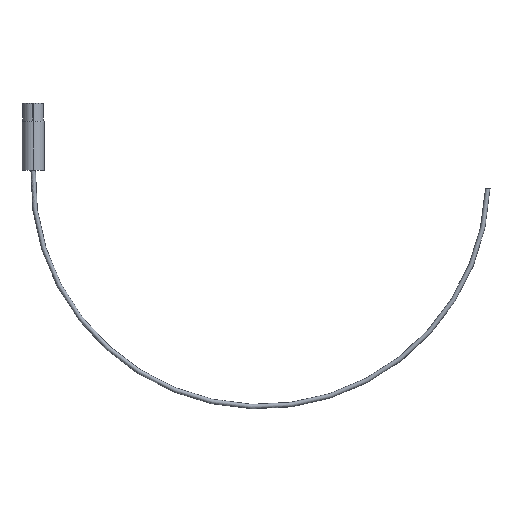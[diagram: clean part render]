
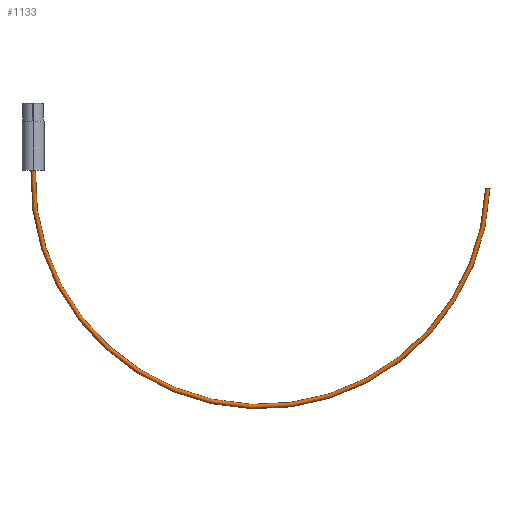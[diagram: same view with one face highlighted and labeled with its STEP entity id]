
A CAD part, top view. The second image highlights one B-rep face of the part: STEP entity #1133.
In plain terms, the highlighted toroidal (fillet/blend) face has major radius 129.155 mm and minor radius 1.27 mm.
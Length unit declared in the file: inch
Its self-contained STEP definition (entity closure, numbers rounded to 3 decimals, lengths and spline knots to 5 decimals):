
#3 = CARTESIAN_POINT ( 'NONE',  ( 10.11192, -0.39535, 0. ) ) ;
#43 = CARTESIAN_POINT ( 'NONE',  ( -0.02478, 0.00001, 0.04356 ) ) ;
#59 = ORIENTED_EDGE ( 'NONE', *, *, #452, .T. ) ;
#65 = EDGE_CURVE ( 'NONE', #839, #1234, #361, .T. ) ;
#66 = DIRECTION ( 'NONE',  ( 0., 0., 1. ) ) ;
#116 = ORIENTED_EDGE ( 'NONE', *, *, #532, .T. ) ;
#132 = VERTEX_POINT ( 'NONE', #732 ) ;
#135 = DIRECTION ( 'NONE',  ( 0., 0., 1. ) ) ;
#138 = CARTESIAN_POINT ( 'NONE',  ( -0.02736, 0.00001, 0.04195 ) ) ;
#161 = CIRCLE ( 'NONE', #1147, 5.13482 ) ;
#226 = CARTESIAN_POINT ( 'NONE',  ( -0.03496, 0., 0.03577 ) ) ;
#233 = CARTESIAN_POINT ( 'NONE',  ( -0.03073, 0., 0.03949 ) ) ;
#289 = VERTEX_POINT ( 'NONE', #3 ) ;
#300 = CARTESIAN_POINT ( 'NONE',  ( 10.16188, -0.3973, 0. ) ) ;
#304 = CARTESIAN_POINT ( 'NONE',  ( 5.08094, -0.19865, 0. ) ) ;
#310 = CARTESIAN_POINT ( 'NONE',  ( 5.08094, -0.19865, 0. ) ) ;
#328 = CARTESIAN_POINT ( 'NONE',  ( -0.00852, 0., 0.05 ) ) ;
#343 = EDGE_CURVE ( 'NONE', #289, #556, #1204, .T. ) ;
#352 = DIRECTION ( 'NONE',  ( 1., 0., 0. ) ) ;
#361 = B_SPLINE_CURVE_WITH_KNOTS ( 'NONE', 3,
 ( #800, #328, #501, #43, #138, #233, #889, #428, #989, #706, #226, #1182, #700, #1092, #510, #980, #599, #424 ),
 .UNSPECIFIED., .F., .F.,
 ( 4, 2, 2, 2, 1, 1, 2, 2, 2, 4 ),
 ( 0., 0.12508, 0.18761, 0.21888, 0.23452, 0.24233, 0.24624, 0.25015, 0.37523, 0.5003 ),
 .UNSPECIFIED. ) ;
#419 = DIRECTION ( 'NONE',  ( 1., 0., 0. ) ) ;
#424 = CARTESIAN_POINT ( 'NONE',  ( -0.05004, 0., 0. ) ) ;
#428 = CARTESIAN_POINT ( 'NONE',  ( -0.0332, 0., 0.03741 ) ) ;
#452 = EDGE_CURVE ( 'NONE', #1234, #556, #161, .T. ) ;
#461 = AXIS2_PLACEMENT_3D ( 'NONE', #310, #135, #419 ) ;
#490 = DIRECTION ( 'NONE',  ( -0.999, 0.039, 0. ) ) ;
#497 = DIRECTION ( 'NONE',  ( 1., 0., 0. ) ) ;
#501 = CARTESIAN_POINT ( 'NONE',  ( -0.01594, 0.00001, 0.04784 ) ) ;
#503 = DIRECTION ( 'NONE',  ( 0.999, -0.039, 0. ) ) ;
#510 = CARTESIAN_POINT ( 'NONE',  ( -0.04398, 0., 0.02474 ) ) ;
#518 = DIRECTION ( 'NONE',  ( -0.039, -0.999, 0. ) ) ;
#532 = EDGE_CURVE ( 'NONE', #132, #839, #723, .T. ) ;
#556 = VERTEX_POINT ( 'NONE', #716 ) ;
#576 = FACE_OUTER_BOUND ( 'NONE', #1237, .T. ) ;
#594 = EDGE_CURVE ( 'NONE', #132, #289, #617, .T. ) ;
#599 = CARTESIAN_POINT ( 'NONE',  ( -0.05004, 0., 0.00622 ) ) ;
#617 = CIRCLE ( 'NONE', #694, 5.03482 ) ;
#619 = ORIENTED_EDGE ( 'NONE', *, *, #65, .T. ) ;
#632 = TOROIDAL_SURFACE ( 'NONE', #461, 5.08482, 0.05 ) ;
#653 = AXIS2_PLACEMENT_3D ( 'NONE', #894, #518, #503 ) ;
#684 = DIRECTION ( 'NONE',  ( 0.039, 0.999, 0. ) ) ;
#694 = AXIS2_PLACEMENT_3D ( 'NONE', #921, #66, #352 ) ;
#700 = CARTESIAN_POINT ( 'NONE',  ( -0.03523, 0., 0.03551 ) ) ;
#703 = AXIS2_PLACEMENT_3D ( 'NONE', #300, #684, #490 ) ;
#706 = CARTESIAN_POINT ( 'NONE',  ( -0.03465, 0., 0.03607 ) ) ;
#716 = CARTESIAN_POINT ( 'NONE',  ( 10.21184, -0.39925, 0. ) ) ;
#723 = CIRCLE ( 'NONE', #653, 0.05 ) ;
#732 = CARTESIAN_POINT ( 'NONE',  ( 0.04996, -0.00195, 0. ) ) ;
#800 = CARTESIAN_POINT ( 'NONE',  ( 0., 0., 0.05 ) ) ;
#805 = CARTESIAN_POINT ( 'NONE',  ( -0.05004, 0., 0. ) ) ;
#839 = VERTEX_POINT ( 'NONE', #1035 ) ;
#889 = CARTESIAN_POINT ( 'NONE',  ( -0.03176, 0., 0.03865 ) ) ;
#894 = CARTESIAN_POINT ( 'NONE',  ( 0., 0., 0. ) ) ;
#921 = CARTESIAN_POINT ( 'NONE',  ( 5.08094, -0.19865, 0. ) ) ;
#928 = ORIENTED_EDGE ( 'NONE', *, *, #343, .F. ) ;
#980 = CARTESIAN_POINT ( 'NONE',  ( -0.04887, 0., 0.01259 ) ) ;
#989 = CARTESIAN_POINT ( 'NONE',  ( -0.03389, 0., 0.03679 ) ) ;
#1035 = CARTESIAN_POINT ( 'NONE',  ( 0., 0., 0.05 ) ) ;
#1064 = ORIENTED_EDGE ( 'NONE', *, *, #594, .F. ) ;
#1092 = CARTESIAN_POINT ( 'NONE',  ( -0.04025, 0., 0.03049 ) ) ;
#1133 = ADVANCED_FACE ( 'NONE', ( #576 ), #632, .T. ) ;
#1147 = AXIS2_PLACEMENT_3D ( 'NONE', #304, #1161, #497 ) ;
#1161 = DIRECTION ( 'NONE',  ( 0., 0., 1. ) ) ;
#1182 = CARTESIAN_POINT ( 'NONE',  ( -0.03517, 0., 0.03557 ) ) ;
#1204 = CIRCLE ( 'NONE', #703, 0.05 ) ;
#1234 = VERTEX_POINT ( 'NONE', #805 ) ;
#1237 = EDGE_LOOP ( 'NONE', ( #619, #59, #928, #1064, #116 ) ) ;
